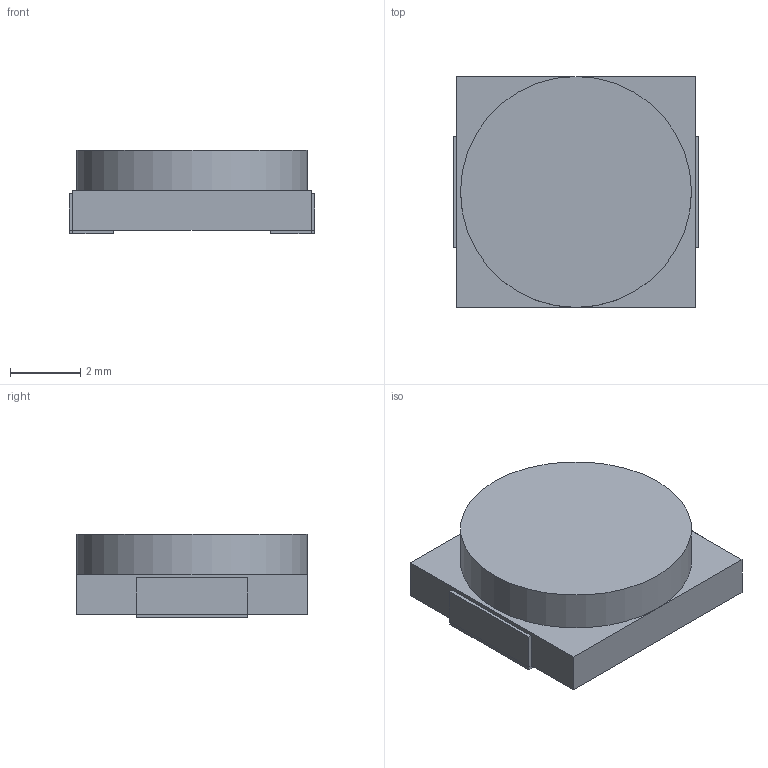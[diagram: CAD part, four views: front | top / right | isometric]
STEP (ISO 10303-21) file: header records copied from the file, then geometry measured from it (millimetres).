
FILE_DESCRIPTION(('Open CASCADE Model'),'2;1');
FILE_NAME('Open CASCADE Shape Model','2020-03-03T11:45:54',('Author'),( 'Open CASCADE'),'Open CASCADE STEP processor 6.8','Open CASCADE 6.8' ,'Unknown');
FILE_SCHEMA(('AUTOMOTIVE_DESIGN { 1 0 10303 214 1 1 1 1 }'));
Length unit declared in the file: millimetre
Products named in the file (7): PCB; Designator1; 7583384816; body; cylinder; pin; Open_CASCADE_STEP_translator_6.8_4.3.1
Assembly tree (6 placements, depth 4):
  PCB
  Designator1
    7583384816
      body
      cylinder
      pin  x2
        Open_CASCADE_STEP_translator_6.8_4.3.1
Bounding box: 7.01 x 6.59 x 2.39 mm (x, y, z)
Volume: 91.9 mm3; surface area: 244 mm2
Topology: 4 solids, 4 shells, 37 faces, 71 edges, 42 vertices
Faces by surface type: plane 36, cylinder 1
Full cylindrical faces by diameter (mm): 6.59 x1
Entity records: 702 total; most frequent: DIRECTION 105, CARTESIAN_POINT 99, ORIENTED_EDGE 86, EDGE_CURVE 43, LINE 41, VECTOR 41, AXIS2_PLACEMENT_3D 32, VERTEX_POINT 26
